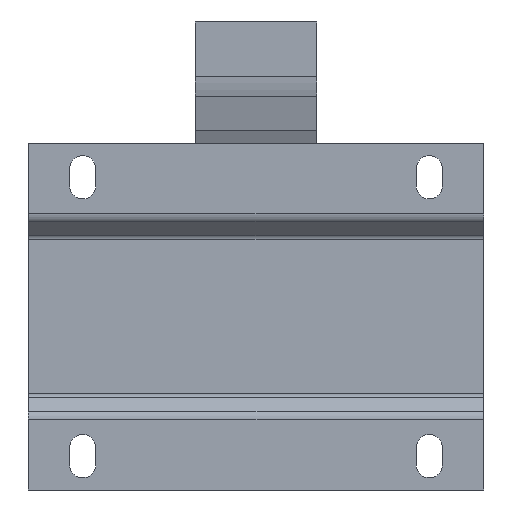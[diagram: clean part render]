
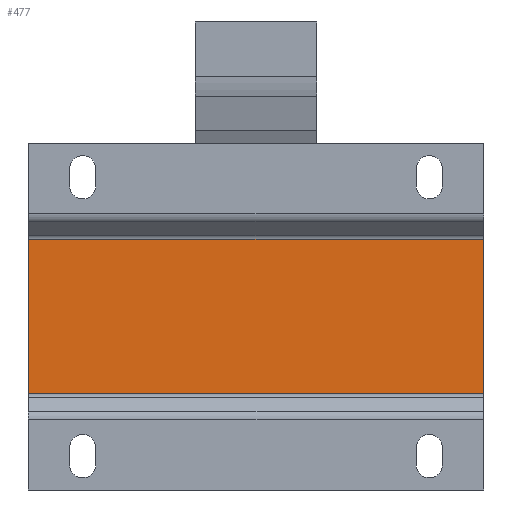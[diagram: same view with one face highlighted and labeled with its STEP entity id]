
A CAD part, front view. The second image highlights one B-rep face of the part: STEP entity #477.
In plain terms, the highlighted planar face has unit normal (0, -1, 0).
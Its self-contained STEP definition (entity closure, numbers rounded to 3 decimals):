
#103 = EDGE_CURVE ( 'Defeature ausgef�hrt2_66+Defeature ausgef�hrt2_61+Defeature ausgef�hrt2_81+Defeature ausgef�hrt2_68', #4235, #3182, #1162, .T. ) ;
#133 = DIRECTION ( 'NONE',  ( -1., 0., 0. ) ) ;
#442 = CARTESIAN_POINT ( 'NONE',  ( -42., -36., -32. ) ) ;
#477 = ADVANCED_FACE ( 'Defeature ausgef�hrt2_61', ( #1785 ), #5140, .F. ) ;
#604 = ORIENTED_EDGE ( 'NONE', *, *, #103, .F. ) ;
#908 = AXIS2_PLACEMENT_3D ( 'NONE', #1397, #3008, #2252 ) ;
#952 = EDGE_CURVE ( 'Defeature ausgef�hrt2_61+Defeature ausgef�hrt2_83+Defeature ausgef�hrt2_66+Defeature ausgef�hrt2_67', #4235, #3417, #2686, .T. ) ;
#1044 = ORIENTED_EDGE ( 'NONE', *, *, #952, .T. ) ;
#1162 = LINE ( 'NONE', #3524, #4073 ) ;
#1397 = CARTESIAN_POINT ( 'NONE',  ( 0., -36., 0. ) ) ;
#1398 = CARTESIAN_POINT ( 'NONE',  ( 42., -36., 14.25 ) ) ;
#1448 = CARTESIAN_POINT ( 'NONE',  ( 0., -36., -14.25 ) ) ;
#1785 = FACE_OUTER_BOUND ( 'NONE', #1902, .T. ) ;
#1902 = EDGE_LOOP ( 'NONE', ( #604, #1044, #3578, #4167 ) ) ;
#2031 = CARTESIAN_POINT ( 'NONE',  ( 0., -36., 14.25 ) ) ;
#2054 = CARTESIAN_POINT ( 'NONE',  ( -42., -36., -14.25 ) ) ;
#2062 = DIRECTION ( 'NONE',  ( 0., 0., 1. ) ) ;
#2252 = DIRECTION ( 'NONE',  ( 0., 0., 1. ) ) ;
#2324 = VECTOR ( 'NONE', #133, 1000. ) ;
#2686 = LINE ( 'NONE', #2031, #4247 ) ;
#3008 = DIRECTION ( 'NONE',  ( 0., 1., 0. ) ) ;
#3182 = VERTEX_POINT ( 'NONE', #3542 ) ;
#3294 = CARTESIAN_POINT ( 'NONE',  ( -42., -36., 14.25 ) ) ;
#3417 = VERTEX_POINT ( 'NONE', #3294 ) ;
#3524 = CARTESIAN_POINT ( 'NONE',  ( 42., -36., -32. ) ) ;
#3542 = CARTESIAN_POINT ( 'NONE',  ( 42., -36., -14.25 ) ) ;
#3578 = ORIENTED_EDGE ( 'NONE', *, *, #4639, .F. ) ;
#3933 = VECTOR ( 'NONE', #2062, 1000. ) ;
#4031 = VERTEX_POINT ( 'NONE', #2054 ) ;
#4073 = VECTOR ( 'NONE', #4350, 1000. ) ;
#4146 = LINE ( 'NONE', #1448, #2324 ) ;
#4167 = ORIENTED_EDGE ( 'NONE', *, *, #4261, .F. ) ;
#4235 = VERTEX_POINT ( 'NONE', #1398 ) ;
#4247 = VECTOR ( 'NONE', #4597, 1000. ) ;
#4261 = EDGE_CURVE ( 'Defeature ausgef�hrt2_70+Defeature ausgef�hrt2_61+Defeature ausgef�hrt2_68+Defeature ausgef�hrt2_69', #3182, #4031, #4146, .T. ) ;
#4350 = DIRECTION ( 'NONE',  ( 0., 0., -1. ) ) ;
#4587 = LINE ( 'NONE', #442, #3933 ) ;
#4597 = DIRECTION ( 'NONE',  ( -1., 0., 0. ) ) ;
#4639 = EDGE_CURVE ( 'Defeature ausgef�hrt2_67+Defeature ausgef�hrt2_61+Defeature ausgef�hrt2_69+Defeature ausgef�hrt2_82', #4031, #3417, #4587, .T. ) ;
#5140 = PLANE ( 'NONE',  #908 ) ;
